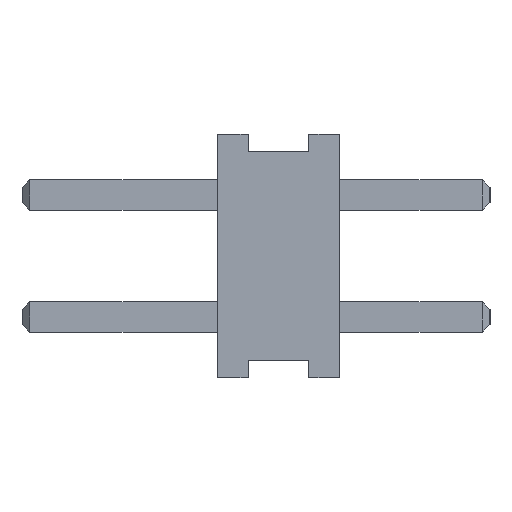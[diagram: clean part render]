
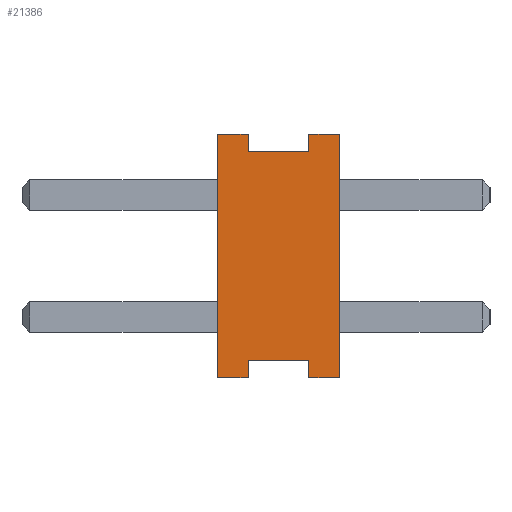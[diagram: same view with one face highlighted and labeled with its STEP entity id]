
A CAD part, left-side view. The second image highlights one B-rep face of the part: STEP entity #21386.
In plain terms, the highlighted planar face has unit normal (-1, 0, 0).
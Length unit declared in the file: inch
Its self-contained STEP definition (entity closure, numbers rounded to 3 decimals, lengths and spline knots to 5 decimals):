
#461 = ORIENTED_EDGE ( 'NONE', *, *, #37830, .F. ) ;
#564 = VERTEX_POINT ( 'NONE', #25786 ) ;
#1258 = VERTEX_POINT ( 'NONE', #41446 ) ;
#1851 = AXIS2_PLACEMENT_3D ( 'NONE', #28175, #28682, #14435 ) ;
#2489 = CARTESIAN_POINT ( 'NONE',  ( -0.9444, -0.0395, -0.0785 ) ) ;
#2641 = VERTEX_POINT ( 'NONE', #22839 ) ;
#3021 = LINE ( 'NONE', #10147, #37583 ) ;
#3191 = DIRECTION ( 'NONE',  ( 0., -1., 0. ) ) ;
#3270 = CARTESIAN_POINT ( 'NONE',  ( -0.9444, 0.0395, 0.0785 ) ) ;
#6376 = CARTESIAN_POINT ( 'NONE',  ( -0.9444, -0.0195, 0.0675 ) ) ;
#7520 = DIRECTION ( 'NONE',  ( 0., 0., -1. ) ) ;
#7818 = DIRECTION ( 'NONE',  ( 0., -1., 0. ) ) ;
#7836 = VECTOR ( 'NONE', #16216, 39.37008 ) ;
#8034 = CARTESIAN_POINT ( 'NONE',  ( -0.9444, 0.0195, 0.0675 ) ) ;
#8189 = EDGE_CURVE ( 'NONE', #36030, #564, #32632, .T. ) ;
#8308 = CARTESIAN_POINT ( 'NONE',  ( -0.9444, 0.0195, -0.0785 ) ) ;
#8729 = EDGE_CURVE ( 'NONE', #33828, #20653, #41356, .T. ) ;
#9052 = EDGE_CURVE ( 'NONE', #32119, #1258, #38731, .T. ) ;
#9428 = ORIENTED_EDGE ( 'NONE', *, *, #8729, .F. ) ;
#9536 = EDGE_CURVE ( 'NONE', #14040, #23142, #27440, .T. ) ;
#9888 = EDGE_CURVE ( 'NONE', #11971, #23142, #13210, .T. ) ;
#10147 = CARTESIAN_POINT ( 'NONE',  ( -0.9444, 0.0195, 0.0785 ) ) ;
#10822 = ORIENTED_EDGE ( 'NONE', *, *, #16653, .T. ) ;
#10901 = FACE_OUTER_BOUND ( 'NONE', #23558, .T. ) ;
#11240 = VECTOR ( 'NONE', #7520, 39.37008 ) ;
#11384 = VECTOR ( 'NONE', #16761, 39.37008 ) ;
#11971 = VERTEX_POINT ( 'NONE', #37160 ) ;
#12327 = ORIENTED_EDGE ( 'NONE', *, *, #39200, .F. ) ;
#13210 = LINE ( 'NONE', #33523, #37105 ) ;
#13871 = DIRECTION ( 'NONE',  ( 0., -1., 0. ) ) ;
#13953 = ORIENTED_EDGE ( 'NONE', *, *, #17561, .F. ) ;
#14040 = VERTEX_POINT ( 'NONE', #40422 ) ;
#14435 = DIRECTION ( 'NONE',  ( 0., 0., -1. ) ) ;
#14782 = VECTOR ( 'NONE', #33837, 39.37008 ) ;
#15805 = LINE ( 'NONE', #35903, #14782 ) ;
#16055 = EDGE_CURVE ( 'NONE', #2641, #18894, #21549, .T. ) ;
#16132 = CARTESIAN_POINT ( 'NONE',  ( -0.9444, -0.0195, -0.0785 ) ) ;
#16216 = DIRECTION ( 'NONE',  ( 0., 0., 1. ) ) ;
#16653 = EDGE_CURVE ( 'NONE', #36030, #25761, #21088, .T. ) ;
#16761 = DIRECTION ( 'NONE',  ( 0., -1., 0. ) ) ;
#16810 = CARTESIAN_POINT ( 'NONE',  ( -0.9444, 0.0395, -0.0785 ) ) ;
#17004 = ORIENTED_EDGE ( 'NONE', *, *, #9536, .F. ) ;
#17090 = VECTOR ( 'NONE', #30726, 39.37008 ) ;
#17349 = CARTESIAN_POINT ( 'NONE',  ( -0.9444, -0.0195, -0.0785 ) ) ;
#17538 = PLANE ( 'NONE',  #1851 ) ;
#17561 = EDGE_CURVE ( 'NONE', #11971, #2641, #15805, .T. ) ;
#18894 = VERTEX_POINT ( 'NONE', #32797 ) ;
#19080 = EDGE_CURVE ( 'NONE', #564, #14040, #34359, .T. ) ;
#19230 = LINE ( 'NONE', #36369, #26761 ) ;
#19770 = ORIENTED_EDGE ( 'NONE', *, *, #16055, .F. ) ;
#20484 = VECTOR ( 'NONE', #3191, 39.37008 ) ;
#20578 = ORIENTED_EDGE ( 'NONE', *, *, #8189, .F. ) ;
#20653 = VERTEX_POINT ( 'NONE', #6376 ) ;
#20746 = DIRECTION ( 'NONE',  ( 0., -1., 0. ) ) ;
#21088 = LINE ( 'NONE', #16810, #11384 ) ;
#21184 = ORIENTED_EDGE ( 'NONE', *, *, #9888, .T. ) ;
#21386 = ADVANCED_FACE ( 'NONE', ( #10901 ), #17538, .F. ) ;
#21549 = LINE ( 'NONE', #26696, #22563 ) ;
#22274 = CARTESIAN_POINT ( 'NONE',  ( -0.9444, -0.0195, 0.0785 ) ) ;
#22563 = VECTOR ( 'NONE', #13871, 39.37008 ) ;
#22839 = CARTESIAN_POINT ( 'NONE',  ( -0.9444, 0.0395, 0.0785 ) ) ;
#23142 = VERTEX_POINT ( 'NONE', #30917 ) ;
#23558 = EDGE_LOOP ( 'NONE', ( #41715, #12327, #9428, #461, #19770, #13953, #21184, #17004, #29915, #20578, #10822, #36177 ) ) ;
#23984 = CARTESIAN_POINT ( 'NONE',  ( -0.9444, -0.0195, 0.0785 ) ) ;
#25210 = CARTESIAN_POINT ( 'NONE',  ( -0.9444, 0.0195, -0.0675 ) ) ;
#25332 = EDGE_CURVE ( 'NONE', #25761, #1258, #19230, .T. ) ;
#25761 = VERTEX_POINT ( 'NONE', #2489 ) ;
#25786 = CARTESIAN_POINT ( 'NONE',  ( -0.9444, -0.0195, -0.0675 ) ) ;
#26696 = CARTESIAN_POINT ( 'NONE',  ( -0.9444, 0.0395, 0.0785 ) ) ;
#26761 = VECTOR ( 'NONE', #34937, 39.37008 ) ;
#26769 = VECTOR ( 'NONE', #39283, 39.37008 ) ;
#27440 = LINE ( 'NONE', #8308, #11240 ) ;
#28175 = CARTESIAN_POINT ( 'NONE',  ( -0.9444, 0.0395, -0.0785 ) ) ;
#28682 = DIRECTION ( 'NONE',  ( 1., 0., 0. ) ) ;
#29035 = VECTOR ( 'NONE', #7818, 39.37008 ) ;
#29915 = ORIENTED_EDGE ( 'NONE', *, *, #19080, .F. ) ;
#30726 = DIRECTION ( 'NONE',  ( 0., 0., 1. ) ) ;
#30917 = CARTESIAN_POINT ( 'NONE',  ( -0.9444, 0.0195, -0.0785 ) ) ;
#32119 = VERTEX_POINT ( 'NONE', #22274 ) ;
#32632 = LINE ( 'NONE', #16132, #7836 ) ;
#32797 = CARTESIAN_POINT ( 'NONE',  ( -0.9444, 0.0195, 0.0785 ) ) ;
#33264 = LINE ( 'NONE', #23984, #17090 ) ;
#33523 = CARTESIAN_POINT ( 'NONE',  ( -0.9444, 0.0395, -0.0785 ) ) ;
#33828 = VERTEX_POINT ( 'NONE', #37945 ) ;
#33837 = DIRECTION ( 'NONE',  ( 0., 0., 1. ) ) ;
#34359 = LINE ( 'NONE', #25210, #26769 ) ;
#34937 = DIRECTION ( 'NONE',  ( 0., 0., 1. ) ) ;
#35416 = DIRECTION ( 'NONE',  ( 0., 0., -1. ) ) ;
#35903 = CARTESIAN_POINT ( 'NONE',  ( -0.9444, 0.0395, -0.0785 ) ) ;
#36030 = VERTEX_POINT ( 'NONE', #17349 ) ;
#36177 = ORIENTED_EDGE ( 'NONE', *, *, #25332, .T. ) ;
#36369 = CARTESIAN_POINT ( 'NONE',  ( -0.9444, -0.0395, -0.0785 ) ) ;
#37105 = VECTOR ( 'NONE', #20746, 39.37008 ) ;
#37160 = CARTESIAN_POINT ( 'NONE',  ( -0.9444, 0.0395, -0.0785 ) ) ;
#37583 = VECTOR ( 'NONE', #35416, 39.37008 ) ;
#37830 = EDGE_CURVE ( 'NONE', #18894, #33828, #3021, .T. ) ;
#37945 = CARTESIAN_POINT ( 'NONE',  ( -0.9444, 0.0195, 0.0675 ) ) ;
#38731 = LINE ( 'NONE', #3270, #20484 ) ;
#39200 = EDGE_CURVE ( 'NONE', #20653, #32119, #33264, .T. ) ;
#39283 = DIRECTION ( 'NONE',  ( 0., 1., 0. ) ) ;
#40422 = CARTESIAN_POINT ( 'NONE',  ( -0.9444, 0.0195, -0.0675 ) ) ;
#41356 = LINE ( 'NONE', #8034, #29035 ) ;
#41446 = CARTESIAN_POINT ( 'NONE',  ( -0.9444, -0.0395, 0.0785 ) ) ;
#41715 = ORIENTED_EDGE ( 'NONE', *, *, #9052, .F. ) ;
